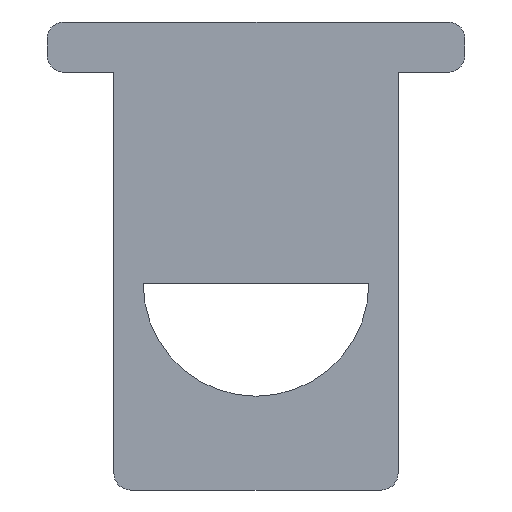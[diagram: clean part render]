
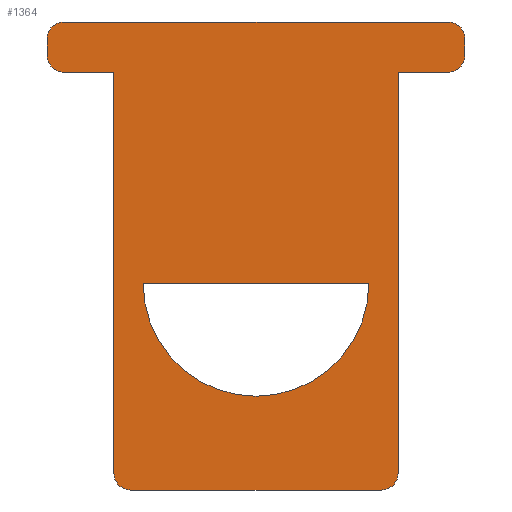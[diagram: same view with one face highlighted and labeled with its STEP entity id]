
A CAD part, front view. The second image highlights one B-rep face of the part: STEP entity #1364.
In plain terms, the highlighted planar face has unit normal (0, -1, 0).
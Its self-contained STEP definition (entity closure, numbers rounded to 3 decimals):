
#53=FACE_BOUND('',#304,.T.);
#151=PLANE('',#1439);
#224=FACE_OUTER_BOUND('',#303,.T.);
#303=EDGE_LOOP('',(#1269,#1270,#1271,#1272,#1273,#1274,#1275,#1276,#1277,
#1278,#1279,#1280,#1281,#1282));
#304=EDGE_LOOP('',(#1283,#1284));
#328=LINE('',#1858,#448);
#333=LINE('',#1872,#453);
#339=LINE('',#1887,#459);
#341=LINE('',#1893,#461);
#418=LINE('',#2477,#538);
#419=LINE('',#2480,#539);
#422=LINE('',#2485,#542);
#423=LINE('',#2487,#543);
#424=LINE('',#2489,#544);
#448=VECTOR('',#1487,10.);
#453=VECTOR('',#1502,10.);
#459=VECTOR('',#1518,10.);
#461=VECTOR('',#1526,10.);
#538=VECTOR('',#1653,10.);
#539=VECTOR('',#1656,10.);
#542=VECTOR('',#1661,10.);
#543=VECTOR('',#1664,10.);
#544=VECTOR('',#1667,10.);
#546=CIRCLE('',#1387,2.);
#553=CIRCLE('',#1397,2.);
#554=CIRCLE('',#1399,2.);
#555=CIRCLE('',#1402,2.);
#556=CIRCLE('',#1404,2.);
#557=CIRCLE('',#1407,2.);
#558=CIRCLE('',#1432,13.5);
#561=VERTEX_POINT('',#1677);
#562=VERTEX_POINT('',#1679);
#613=VERTEX_POINT('',#1857);
#614=VERTEX_POINT('',#1861);
#615=VERTEX_POINT('',#1865);
#616=VERTEX_POINT('',#1867);
#617=VERTEX_POINT('',#1871);
#618=VERTEX_POINT('',#1875);
#619=VERTEX_POINT('',#1879);
#620=VERTEX_POINT('',#1881);
#621=VERTEX_POINT('',#1885);
#622=VERTEX_POINT('',#1889);
#687=VERTEX_POINT('',#2471);
#688=VERTEX_POINT('',#2472);
#689=VERTEX_POINT('',#2479);
#690=VERTEX_POINT('',#2483);
#693=EDGE_CURVE('',#561,#562,#546,.T.);
#746=EDGE_CURVE('',#613,#562,#328,.T.);
#748=EDGE_CURVE('',#613,#614,#553,.T.);
#751=EDGE_CURVE('',#615,#616,#554,.T.);
#753=EDGE_CURVE('',#616,#617,#333,.T.);
#755=EDGE_CURVE('',#617,#618,#555,.T.);
#758=EDGE_CURVE('',#619,#620,#556,.T.);
#761=EDGE_CURVE('',#621,#619,#339,.T.);
#763=EDGE_CURVE('',#622,#621,#557,.T.);
#764=EDGE_CURVE('',#618,#622,#341,.T.);
#879=EDGE_CURVE('',#687,#688,#558,.T.);
#882=EDGE_CURVE('',#688,#687,#418,.T.);
#883=EDGE_CURVE('',#689,#614,#419,.T.);
#886=EDGE_CURVE('',#561,#690,#422,.T.);
#887=EDGE_CURVE('',#620,#690,#423,.T.);
#888=EDGE_CURVE('',#689,#615,#424,.T.);
#1269=ORIENTED_EDGE('',*,*,#693,.F.);
#1270=ORIENTED_EDGE('',*,*,#886,.T.);
#1271=ORIENTED_EDGE('',*,*,#887,.F.);
#1272=ORIENTED_EDGE('',*,*,#758,.F.);
#1273=ORIENTED_EDGE('',*,*,#761,.F.);
#1274=ORIENTED_EDGE('',*,*,#763,.F.);
#1275=ORIENTED_EDGE('',*,*,#764,.F.);
#1276=ORIENTED_EDGE('',*,*,#755,.F.);
#1277=ORIENTED_EDGE('',*,*,#753,.F.);
#1278=ORIENTED_EDGE('',*,*,#751,.F.);
#1279=ORIENTED_EDGE('',*,*,#888,.F.);
#1280=ORIENTED_EDGE('',*,*,#883,.T.);
#1281=ORIENTED_EDGE('',*,*,#748,.F.);
#1282=ORIENTED_EDGE('',*,*,#746,.T.);
#1283=ORIENTED_EDGE('',*,*,#882,.T.);
#1284=ORIENTED_EDGE('',*,*,#879,.T.);
#1364=ADVANCED_FACE('',(#224,#53),#151,.F.);
#1387=AXIS2_PLACEMENT_3D('',#1680,#1447,#1448);
#1397=AXIS2_PLACEMENT_3D('',#1862,#1491,#1492);
#1399=AXIS2_PLACEMENT_3D('',#1868,#1497,#1498);
#1402=AXIS2_PLACEMENT_3D('',#1876,#1506,#1507);
#1404=AXIS2_PLACEMENT_3D('',#1882,#1512,#1513);
#1407=AXIS2_PLACEMENT_3D('',#1891,#1522,#1523);
#1432=AXIS2_PLACEMENT_3D('',#2473,#1647,#1648);
#1439=AXIS2_PLACEMENT_3D('',#2491,#1670,#1671);
#1447=DIRECTION('center_axis',(0.,1.,0.));
#1448=DIRECTION('ref_axis',(0.707,0.,-0.707));
#1487=DIRECTION('',(1.,0.,0.));
#1491=DIRECTION('center_axis',(0.,1.,0.));
#1492=DIRECTION('ref_axis',(-0.707,0.,-0.707));
#1497=DIRECTION('center_axis',(0.,1.,0.));
#1498=DIRECTION('ref_axis',(-0.707,0.,-0.707));
#1502=DIRECTION('',(0.,0.,1.));
#1506=DIRECTION('center_axis',(0.,1.,0.));
#1507=DIRECTION('ref_axis',(-0.707,0.,0.707));
#1512=DIRECTION('center_axis',(0.,1.,0.));
#1513=DIRECTION('ref_axis',(0.707,0.,-0.707));
#1518=DIRECTION('',(0.,0.,-1.));
#1522=DIRECTION('center_axis',(0.,1.,0.));
#1523=DIRECTION('ref_axis',(0.707,0.,0.707));
#1526=DIRECTION('',(1.,0.,0.));
#1647=DIRECTION('center_axis',(0.,1.,0.));
#1648=DIRECTION('ref_axis',(1.,0.,0.));
#1653=DIRECTION('',(1.,0.,0.));
#1656=DIRECTION('',(0.,0.,-1.));
#1661=DIRECTION('',(0.,0.,1.));
#1664=DIRECTION('',(-1.,0.,0.));
#1667=DIRECTION('',(-1.,0.,0.));
#1670=DIRECTION('center_axis',(0.,1.,0.));
#1671=DIRECTION('ref_axis',(0.,0.,1.));
#1677=CARTESIAN_POINT('',(17.,0.,-23.));
#1679=CARTESIAN_POINT('',(15.,0.,-25.));
#1680=CARTESIAN_POINT('Origin',(15.,0.,-23.));
#1857=CARTESIAN_POINT('',(-15.,0.,-25.));
#1858=CARTESIAN_POINT('',(-17.,0.,-25.));
#1861=CARTESIAN_POINT('',(-17.,0.,-23.));
#1862=CARTESIAN_POINT('Origin',(-15.,0.,-23.));
#1865=CARTESIAN_POINT('',(-23.,0.,25.));
#1867=CARTESIAN_POINT('',(-25.,0.,27.));
#1868=CARTESIAN_POINT('Origin',(-23.,0.,27.));
#1871=CARTESIAN_POINT('',(-25.,0.,29.));
#1872=CARTESIAN_POINT('',(-25.,0.,25.));
#1875=CARTESIAN_POINT('',(-23.,0.,31.));
#1876=CARTESIAN_POINT('Origin',(-23.,0.,29.));
#1879=CARTESIAN_POINT('',(25.,0.,27.));
#1881=CARTESIAN_POINT('',(23.,0.,25.));
#1882=CARTESIAN_POINT('Origin',(23.,0.,27.));
#1885=CARTESIAN_POINT('',(25.,0.,29.));
#1887=CARTESIAN_POINT('',(25.,0.,31.));
#1889=CARTESIAN_POINT('',(23.,0.,31.));
#1891=CARTESIAN_POINT('Origin',(23.,0.,29.));
#1893=CARTESIAN_POINT('',(-25.,0.,31.));
#2471=CARTESIAN_POINT('',(13.5,0.,-0.278));
#2472=CARTESIAN_POINT('',(-13.5,0.,-0.278));
#2473=CARTESIAN_POINT('Origin',(0.,0.,-0.278));
#2477=CARTESIAN_POINT('',(6.75,0.,-0.278));
#2479=CARTESIAN_POINT('',(-17.,0.,25.));
#2480=CARTESIAN_POINT('',(-17.,0.,25.));
#2483=CARTESIAN_POINT('',(17.,0.,25.));
#2485=CARTESIAN_POINT('',(17.,0.,-25.));
#2487=CARTESIAN_POINT('',(25.,0.,25.));
#2489=CARTESIAN_POINT('',(25.,0.,25.));
#2491=CARTESIAN_POINT('Origin',(0.,0.,28.));
